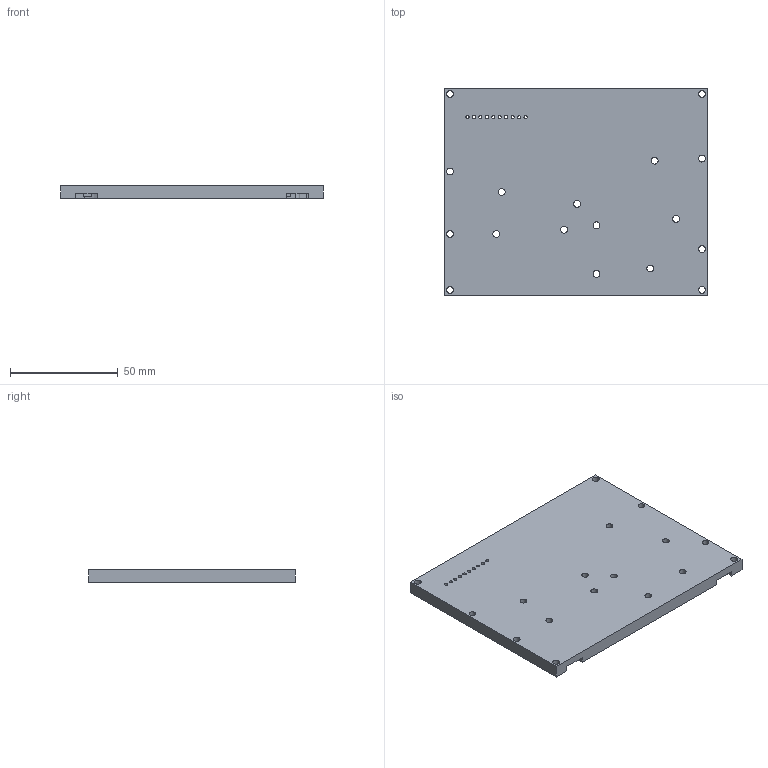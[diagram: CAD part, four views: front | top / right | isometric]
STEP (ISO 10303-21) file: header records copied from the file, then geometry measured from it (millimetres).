
FILE_DESCRIPTION(/* description */ (''),/* implementation_level */ '2;1');
FILE_NAME(/* name */ 'TopShield.step',/* time_stamp */ '2020-08-04T17:47:46+02:00',/* author */ (''),/* organization */ (''),/* preprocessor_version */ 'ST-DEVELOPER v18.1',/* originating_system */ 'Autodesk Translation Framework v9.3.0.1241',/* authorisation */ '');
FILE_SCHEMA (('AUTOMOTIVE_DESIGN { 1 0 10303 214 3 1 1 }'));
Length unit declared in the file: millimetre
Products named in the file (1): TopShield
Bounding box: 122 x 96 x 6 mm (x, y, z)
Volume: 37460.4 mm3; surface area: 31230.2 mm2
Topology: 1 solids, 1 shells, 244 faces, 703 edges, 468 vertices
Faces by surface type: plane 134, cylinder 110
Full cylindrical faces by diameter (mm): 1.5 x10, 3.2 x17
Entity records: 8192 total; most frequent: CARTESIAN_POINT 1416, DIRECTION 1413, ORIENTED_EDGE 1406, EDGE_CURVE 703, LINE 483, VECTOR 483, VERTEX_POINT 468, AXIS2_PLACEMENT_3D 465
